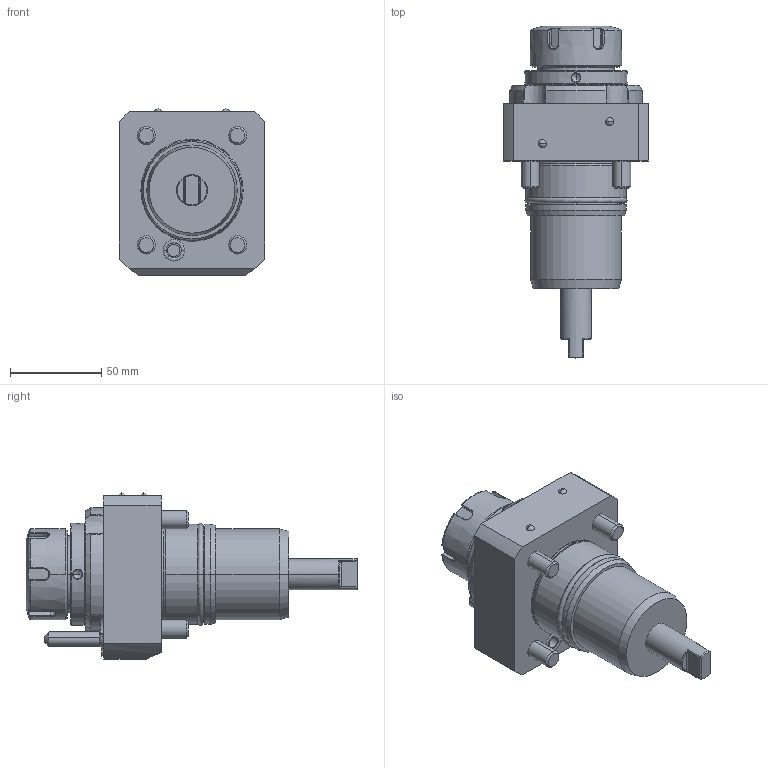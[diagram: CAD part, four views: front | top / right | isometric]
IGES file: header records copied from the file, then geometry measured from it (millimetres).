
Start section:  PTC IGES file: ngt2_55_101_32_1_nt.igs
Global section: file name: ngt2_55_101_32_1_nt.igs; native system: Pro/ENGINEER by Parametric Technology Corporation; preprocessor: 2010280; author: vali; organization: Unknown; date: 20220812.103145; units: millimetre
Bounding box: 80 x 182.1 x 91.1 mm (x, y, z)
Volume: 480171.5 mm3; surface area: 54347.9 mm2
Topology: 2 solids, 2 shells, 272 faces, 678 edges, 420 vertices
Faces by surface type: revolution 153, bspline 119
